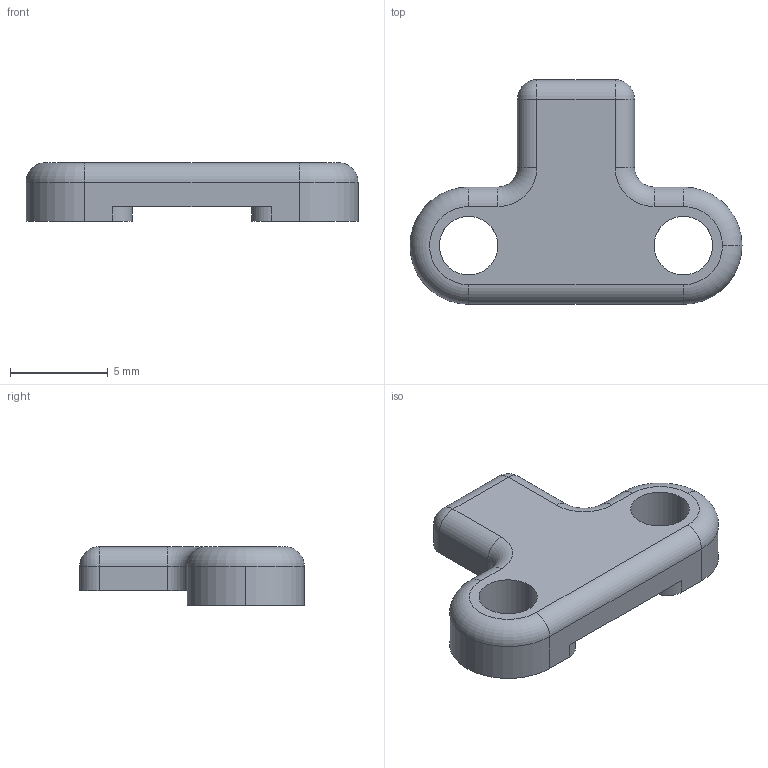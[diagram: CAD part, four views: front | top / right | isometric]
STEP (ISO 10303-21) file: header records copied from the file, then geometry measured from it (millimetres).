
FILE_DESCRIPTION (( 'STEP AP203' ), '1' );
FILE_NAME ('CB-002-014-Lower Belt Clamp.STEP', '2023-07-09T14:27:11', ( '' ), ( '' ), 'SwSTEP 2.0', 'SolidWorks 2023', '' );
FILE_SCHEMA (( 'CONFIG_CONTROL_DESIGN' ));
Length unit declared in the file: millimetre
Products named in the file (1): CB-002-014-Lower Belt Clamp
Bounding box: 17 x 11.5 x 3 mm (x, y, z)
Volume: 276.1 mm3; surface area: 402.9 mm2
Topology: 1 solids, 1 shells, 40 faces, 102 edges, 62 vertices
Faces by surface type: cylinder 21, plane 12, torus 5, sphere 2
Entity records: 1286 total; most frequent: DIRECTION 231, CARTESIAN_POINT 203, ORIENTED_EDGE 200, EDGE_CURVE 100, AXIS2_PLACEMENT_3D 90, VERTEX_POINT 62, LINE 51, VECTOR 51
